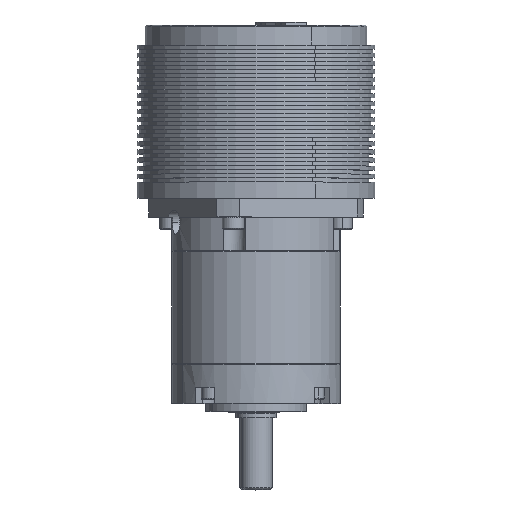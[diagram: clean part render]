
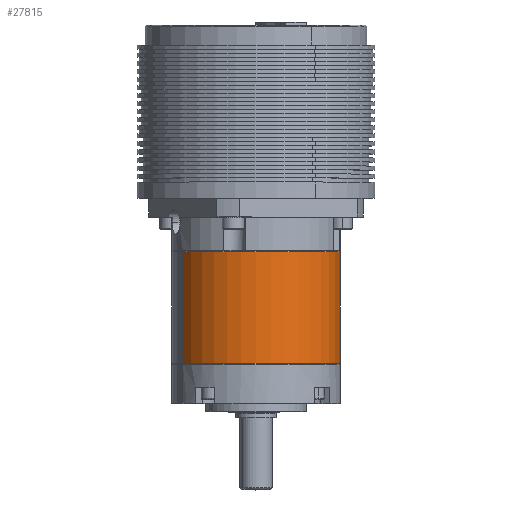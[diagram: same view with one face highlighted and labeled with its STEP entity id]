
A CAD part, top view. The second image highlights one B-rep face of the part: STEP entity #27815.
In plain terms, the highlighted cylindrical face has radius 21 mm (diameter 42 mm), a partial arc.
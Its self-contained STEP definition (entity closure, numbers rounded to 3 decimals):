
#156 = CARTESIAN_POINT ( 'NONE',  ( -18.187, -32., 10.5 ) ) ;
#2330 = VERTEX_POINT ( 'NONE', #17615 ) ;
#3307 = AXIS2_PLACEMENT_3D ( 'NONE', #32060, #32173, #24481 ) ;
#4847 = CARTESIAN_POINT ( 'NONE',  ( 0., -32., 0. ) ) ;
#5493 = VECTOR ( 'NONE', #15959, 1000. ) ;
#7784 = DIRECTION ( 'NONE',  ( 0., 1., 0. ) ) ;
#7919 = DIRECTION ( 'NONE',  ( -0.866, 0., 0.5 ) ) ;
#9550 = DIRECTION ( 'NONE',  ( 0., -1., 0. ) ) ;
#9976 = EDGE_CURVE ( 'NONE', #12460, #2330, #22684, .T. ) ;
#10107 = CARTESIAN_POINT ( 'NONE',  ( 18.187, -21.3, -10.5 ) ) ;
#11408 = CARTESIAN_POINT ( 'NONE',  ( 18.187, -32., -10.5 ) ) ;
#12460 = VERTEX_POINT ( 'NONE', #14311 ) ;
#12616 = LINE ( 'NONE', #156, #5493 ) ;
#13640 = ORIENTED_EDGE ( 'NONE', *, *, #31237, .T. ) ;
#14311 = CARTESIAN_POINT ( 'NONE',  ( -18.187, -49., 10.5 ) ) ;
#15566 = EDGE_CURVE ( 'NONE', #28428, #2330, #22765, .T. ) ;
#15672 = VECTOR ( 'NONE', #9550, 1000. ) ;
#15959 = DIRECTION ( 'NONE',  ( 0., -1., 0. ) ) ;
#16397 = FACE_OUTER_BOUND ( 'NONE', #18902, .T. ) ;
#16589 = EDGE_CURVE ( 'NONE', #28428, #18355, #27334, .T. ) ;
#17342 = ORIENTED_EDGE ( 'NONE', *, *, #15566, .F. ) ;
#17615 = CARTESIAN_POINT ( 'NONE',  ( 18.187, -49., -10.5 ) ) ;
#18355 = VERTEX_POINT ( 'NONE', #33703 ) ;
#18468 = CARTESIAN_POINT ( 'NONE',  ( 0., -49., 0. ) ) ;
#18902 = EDGE_LOOP ( 'NONE', ( #17342, #21472, #13640, #21165 ) ) ;
#19042 = AXIS2_PLACEMENT_3D ( 'NONE', #4847, #33678, #7919 ) ;
#21165 = ORIENTED_EDGE ( 'NONE', *, *, #9976, .T. ) ;
#21472 = ORIENTED_EDGE ( 'NONE', *, *, #16589, .T. ) ;
#22684 = CIRCLE ( 'NONE', #33121, 21. ) ;
#22765 = LINE ( 'NONE', #11408, #15672 ) ;
#24481 = DIRECTION ( 'NONE',  ( -0.866, 0., 0.5 ) ) ;
#27334 = CIRCLE ( 'NONE', #3307, 21. ) ;
#27815 = ADVANCED_FACE ( 'NONE', ( #16397 ), #29692, .T. ) ;
#28428 = VERTEX_POINT ( 'NONE', #10107 ) ;
#29692 = CYLINDRICAL_SURFACE ( 'NONE', #19042, 21. ) ;
#31237 = EDGE_CURVE ( 'NONE', #18355, #12460, #12616, .T. ) ;
#32060 = CARTESIAN_POINT ( 'NONE',  ( 0., -21.3, 0. ) ) ;
#32173 = DIRECTION ( 'NONE',  ( 0., -1., 0. ) ) ;
#33121 = AXIS2_PLACEMENT_3D ( 'NONE', #18468, #7784, #34260 ) ;
#33678 = DIRECTION ( 'NONE',  ( 0., -1., 0. ) ) ;
#33703 = CARTESIAN_POINT ( 'NONE',  ( -18.187, -21.3, 10.5 ) ) ;
#34260 = DIRECTION ( 'NONE',  ( 0.866, 0., -0.5 ) ) ;
